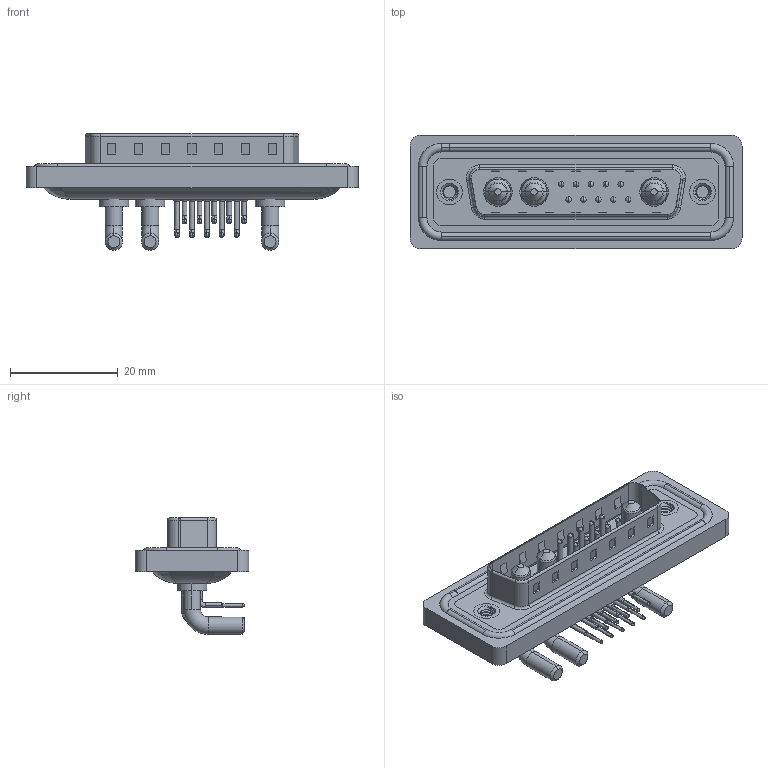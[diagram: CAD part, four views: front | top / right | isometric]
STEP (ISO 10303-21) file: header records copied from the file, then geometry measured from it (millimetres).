
FILE_DESCRIPTION (( 'STEP AP203' ), '1' );
FILE_NAME ('629W13W3340-3N2.STEP', '2024-04-11T16:24:36', ( '' ), ( '' ), 'SwSTEP 2.0', 'SolidWorks 2023', '' );
FILE_SCHEMA (( 'CONFIG_CONTROL_DESIGN' ));
Length unit declared in the file: millimetre
Products named in the file (9): 629W13W3340-3N2; 629Combo Contact Row 2; 629Combo Shell Rear_25 Contacts; 629Combo Threaded Rivet_2; 629Combo Shell Front_25 Contacts; 629Combo Contact Row 1; 629Combo Housing_13W3; Power Pin_30A RA; 629Combo Waterproof Housing_25 Contacts
Assembly tree (19 placements, depth 2):
  629W13W3340-3N2
    629Combo Housing_13W3
    629Combo Shell Rear_25 Contacts
    629Combo Shell Front_25 Contacts
    629Combo Waterproof Housing_25 Contacts
    629Combo Threaded Rivet_2  x2
    Power Pin_30A RA  x3
    629Combo Contact Row 1  x5
    629Combo Contact Row 2  x5
Bounding box: 61.75 x 21.1 x 21.7 mm (x, y, z)
Volume: 7705.1 mm3; surface area: 12552 mm2
Topology: 23 solids, 23 shells, 1712 faces, 4623 edges, 2979 vertices
Faces by surface type: plane 879, cylinder 611, torus 76, bspline 73, cone 73
Entity records: 27262 total; most frequent: CARTESIAN_POINT 6236, DIRECTION 4282, ORIENTED_EDGE 4048, EDGE_CURVE 2024, AXIS2_PLACEMENT_3D 1540, VERTEX_POINT 1303, LINE 1202, VECTOR 1202
